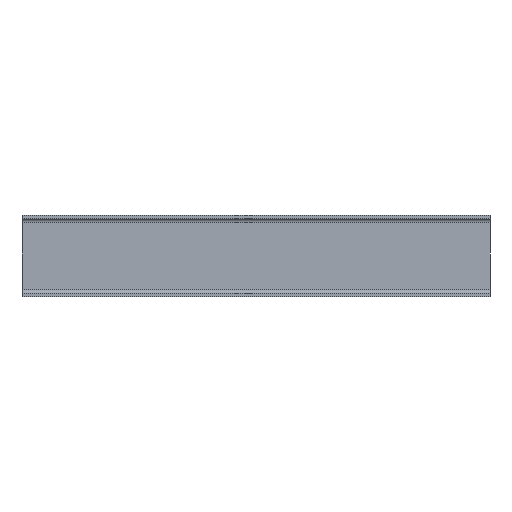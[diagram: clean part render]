
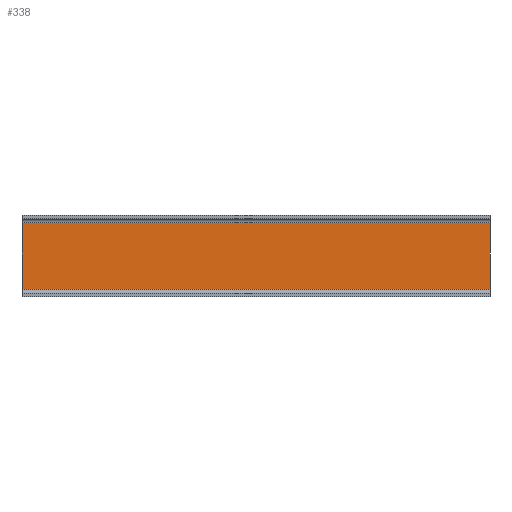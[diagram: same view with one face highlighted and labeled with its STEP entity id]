
A CAD part, top view. The second image highlights one B-rep face of the part: STEP entity #338.
In plain terms, the highlighted planar face has unit normal (0, 0, 1).
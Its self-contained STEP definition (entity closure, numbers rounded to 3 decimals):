
#32=PLANE('',#388);
#54=FACE_OUTER_BOUND('',#76,.T.);
#76=EDGE_LOOP('',(#309,#310,#311,#312));
#100=LINE('',#528,#136);
#116=LINE('',#569,#152);
#118=LINE('',#572,#154);
#120=LINE('',#576,#156);
#136=VECTOR('',#432,10.);
#152=VECTOR('',#474,10.);
#154=VECTOR('',#478,10.);
#156=VECTOR('',#484,10.);
#166=VERTEX_POINT('',#513);
#167=VERTEX_POINT('',#517);
#178=VERTEX_POINT('',#554);
#179=VERTEX_POINT('',#558);
#200=EDGE_CURVE('',#166,#167,#100,.T.);
#220=EDGE_CURVE('',#178,#179,#116,.T.);
#222=EDGE_CURVE('',#166,#179,#118,.T.);
#224=EDGE_CURVE('',#178,#167,#120,.T.);
#309=ORIENTED_EDGE('',*,*,#220,.T.);
#310=ORIENTED_EDGE('',*,*,#222,.F.);
#311=ORIENTED_EDGE('',*,*,#200,.T.);
#312=ORIENTED_EDGE('',*,*,#224,.F.);
#338=ADVANCED_FACE('',(#54),#32,.T.);
#388=AXIS2_PLACEMENT_3D('',#577,#485,#486);
#432=DIRECTION('',(1.,0.,0.));
#474=DIRECTION('',(-1.,0.,0.));
#478=DIRECTION('',(0.,1.,0.));
#484=DIRECTION('',(0.,-1.,0.));
#485=DIRECTION('center_axis',(0.,0.,1.));
#486=DIRECTION('ref_axis',(1.,0.,0.));
#513=CARTESIAN_POINT('',(0.,-71.5,8.));
#517=CARTESIAN_POINT('',(1000.,-71.5,8.));
#528=CARTESIAN_POINT('',(750.,-71.5,8.));
#554=CARTESIAN_POINT('',(1000.,71.5,8.));
#558=CARTESIAN_POINT('',(0.,71.5,8.));
#569=CARTESIAN_POINT('',(250.,71.5,8.));
#572=CARTESIAN_POINT('',(0.,87.5,8.));
#576=CARTESIAN_POINT('',(1000.,-87.5,8.));
#577=CARTESIAN_POINT('Origin',(500.,0.,8.));
